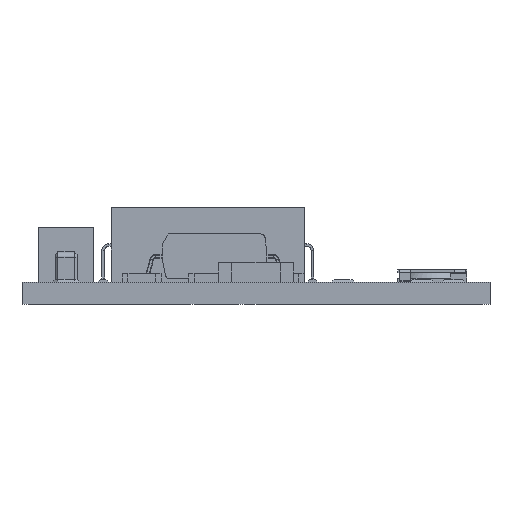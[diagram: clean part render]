
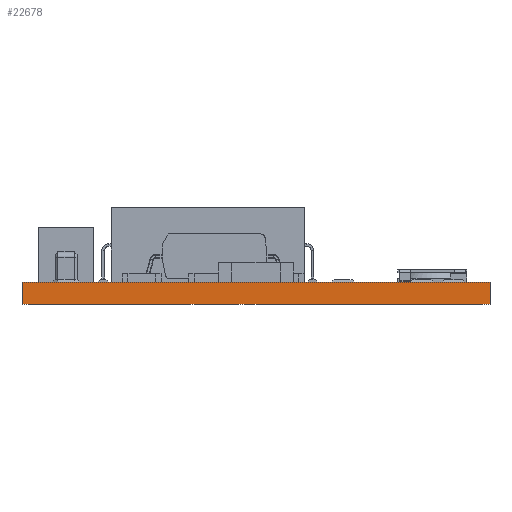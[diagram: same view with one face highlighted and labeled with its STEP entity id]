
A CAD part, front view. The second image highlights one B-rep face of the part: STEP entity #22678.
In plain terms, the highlighted planar face has unit normal (0, -1, 0).
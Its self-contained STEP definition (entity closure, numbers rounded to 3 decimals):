
#1538=FACE_OUTER_BOUND('',#2831,.T.);
#2831=EDGE_LOOP('',(#16385,#16386,#16387,#16388));
#4262=LINE('',#32526,#6692);
#4543=LINE('',#37462,#6973);
#4881=LINE('',#41999,#7311);
#4883=LINE('',#42003,#7313);
#6692=VECTOR('',#26357,17.);
#6973=VECTOR('',#26880,17.);
#7311=VECTOR('',#27296,0.8);
#7313=VECTOR('',#27302,0.8);
#8975=VERTEX_POINT('',#32522);
#8977=VERTEX_POINT('',#32525);
#9407=VERTEX_POINT('',#37455);
#9410=VERTEX_POINT('',#37460);
#11300=EDGE_CURVE('',#8977,#8975,#4262,.T.);
#11755=EDGE_CURVE('',#9410,#9407,#4543,.T.);
#12191=EDGE_CURVE('',#9407,#8975,#4881,.T.);
#12193=EDGE_CURVE('',#9410,#8977,#4883,.T.);
#16385=ORIENTED_EDGE('',*,*,#11300,.T.);
#16386=ORIENTED_EDGE('',*,*,#12191,.F.);
#16387=ORIENTED_EDGE('',*,*,#11755,.F.);
#16388=ORIENTED_EDGE('',*,*,#12193,.T.);
#20524=PLANE('',#24015);
#22678=ADVANCED_FACE('',(#1538),#20524,.F.);
#24015=AXIS2_PLACEMENT_3D('',#42004,#27303,#27304);
#26357=DIRECTION('',(1.,0.,0.));
#26880=DIRECTION('',(1.,0.,0.));
#27296=DIRECTION('',(0.,0.,-1.));
#27302=DIRECTION('',(0.,0.,-1.));
#27303=DIRECTION('center_axis',(0.,1.,0.));
#27304=DIRECTION('ref_axis',(0.,0.,1.));
#32522=CARTESIAN_POINT('',(9.035,-10.54,20.6));
#32525=CARTESIAN_POINT('',(-7.965,-10.54,20.6));
#32526=CARTESIAN_POINT('',(-7.965,-10.54,20.6));
#37455=CARTESIAN_POINT('',(9.035,-10.54,21.4));
#37460=CARTESIAN_POINT('',(-7.965,-10.54,21.4));
#37462=CARTESIAN_POINT('',(-7.965,-10.54,21.4));
#41999=CARTESIAN_POINT('',(9.035,-10.54,21.4));
#42003=CARTESIAN_POINT('',(-7.965,-10.54,21.4));
#42004=CARTESIAN_POINT('Origin',(-7.965,-10.54,21.4));
